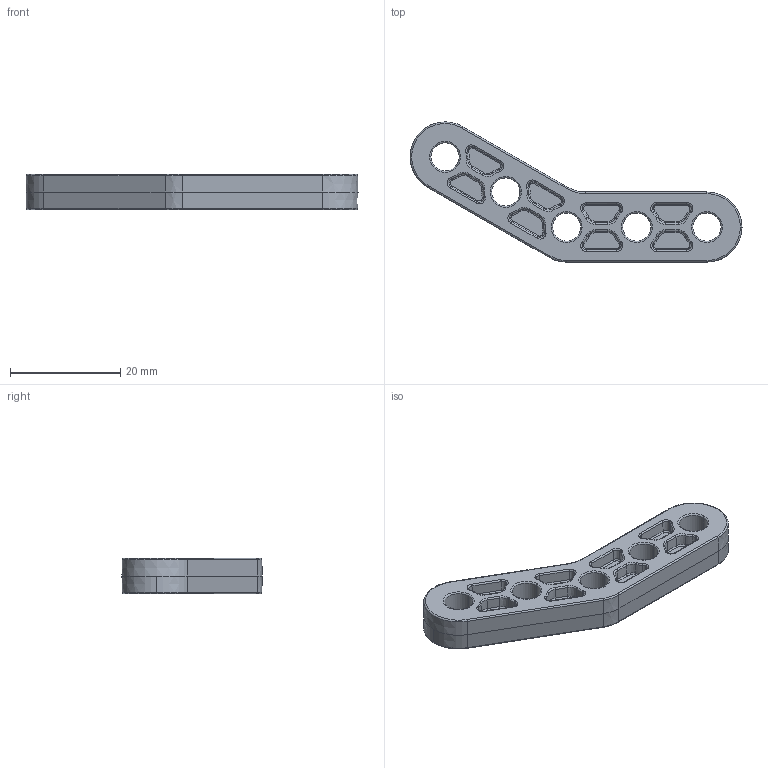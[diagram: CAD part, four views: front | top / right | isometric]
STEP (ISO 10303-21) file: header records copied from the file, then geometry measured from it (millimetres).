
FILE_DESCRIPTION (( 'STEP AP214' ), '1' );
FILE_NAME ('am-5010_150 RoBits Angle Gusset (150°).STEP', '2023-03-23T12:30:18', ( '' ), ( '' ), 'SwSTEP 2.0', 'SolidWorks 2022', '' );
FILE_SCHEMA (( 'AUTOMOTIVE_DESIGN' ));
Length unit declared in the file: inch
Products named in the file (1): am-5010_150 RoBits Angle Gusset (150°)
Bounding box: 60.1 x 25.4 x 6.35 mm (x, y, z)
Volume: 3467.4 mm3; surface area: 3288.7 mm2
Topology: 1 solids, 1 shells, 546 faces, 1240 edges, 712 vertices
Faces by surface type: torus 270, cone 130, cylinder 82, plane 58, bspline 4, sphere 2
Entity records: 15542 total; most frequent: DIRECTION 3214, CARTESIAN_POINT 2611, ORIENTED_EDGE 2480, AXIS2_PLACEMENT_3D 1445, EDGE_CURVE 1240, CIRCLE 902, VERTEX_POINT 712, EDGE_LOOP 572
